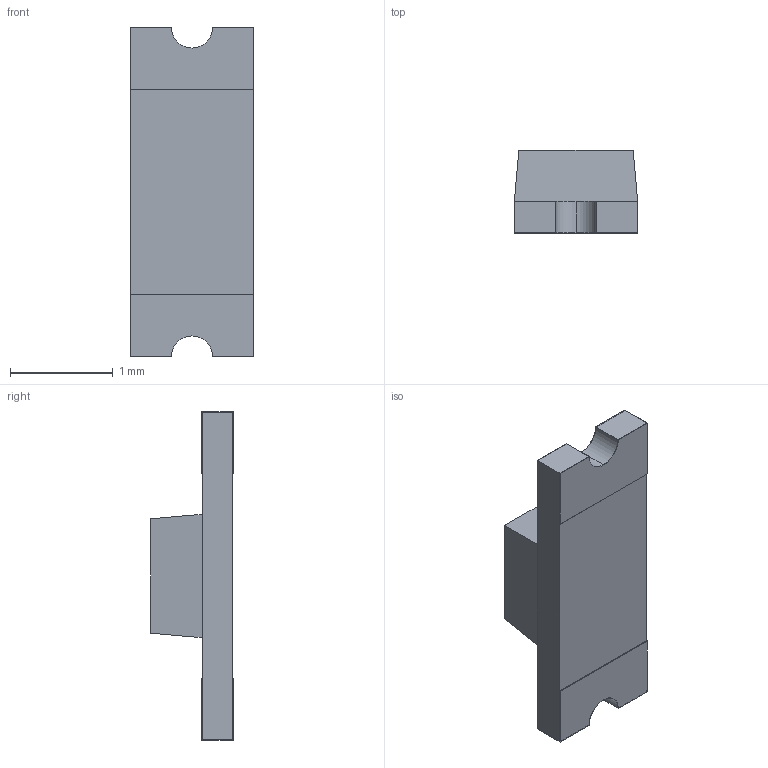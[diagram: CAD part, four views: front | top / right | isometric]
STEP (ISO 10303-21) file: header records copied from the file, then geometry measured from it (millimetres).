
FILE_DESCRIPTION (( 'STEP AP214' ), '1' );
FILE_NAME ('LTST-C250KGKT.STEP', '2023-02-02T09:36:56', ( '' ), ( '' ), 'SwSTEP 2.0', 'SolidWorks 2019', '' );
FILE_SCHEMA (( 'AUTOMOTIVE_DESIGN' ));
Length unit declared in the file: millimetre
Products named in the file (1): LTST-C250KGKT
Bounding box: 1.2 x 0.81 x 3.2 mm (x, y, z)
Volume: 1.8 mm3; surface area: 18.6 mm2
Topology: 3 solids, 3 shells, 54 faces, 141 edges, 90 vertices
Faces by surface type: plane 43, cylinder 11
Entity records: 2186 total; most frequent: CARTESIAN_POINT 286, ORIENTED_EDGE 282, DIRECTION 273, EDGE_CURVE 141, VECTOR 119, LINE 119, VERTEX_POINT 90, AXIS2_PLACEMENT_3D 77
